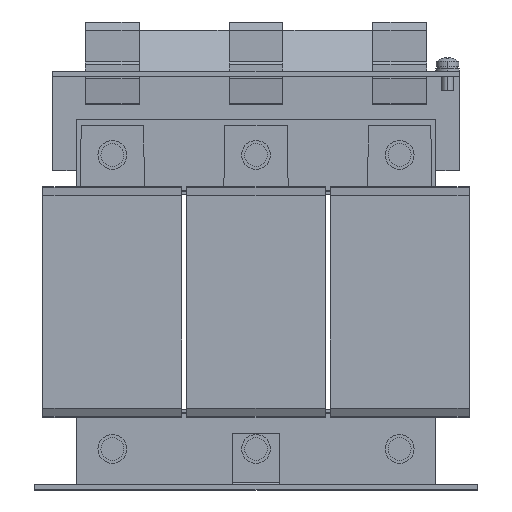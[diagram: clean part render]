
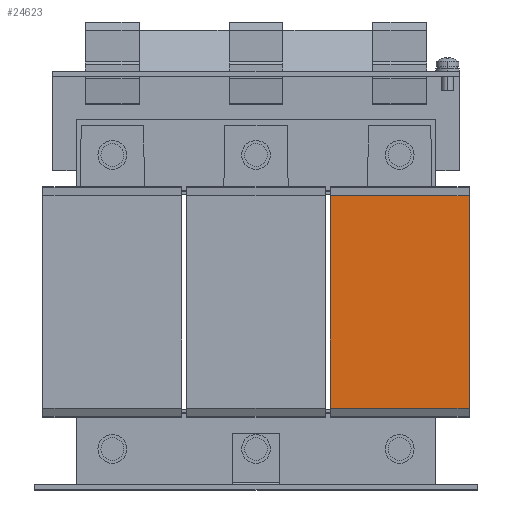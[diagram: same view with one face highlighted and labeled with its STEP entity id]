
A CAD part, top view. The second image highlights one B-rep face of the part: STEP entity #24623.
In plain terms, the highlighted planar face has unit normal (0, 0, 1).
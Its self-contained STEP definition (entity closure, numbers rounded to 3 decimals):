
#420 = VECTOR ( 'NONE', #20662, 1000. ) ;
#1129 = CARTESIAN_POINT ( 'NONE',  ( 31., 78.4, 38.125 ) ) ;
#1873 = LINE ( 'NONE', #14194, #6153 ) ;
#2007 = LINE ( 'NONE', #1129, #22824 ) ;
#2218 = ORIENTED_EDGE ( 'NONE', *, *, #20412, .T. ) ;
#2650 = VERTEX_POINT ( 'NONE', #13435 ) ;
#2872 = DIRECTION ( 'NONE',  ( 1., 0., 0. ) ) ;
#2898 = CARTESIAN_POINT ( 'NONE',  ( 89., 34., 38.125 ) ) ;
#3485 = CARTESIAN_POINT ( 'NONE',  ( 89., 78.4, 38.125 ) ) ;
#3638 = DIRECTION ( 'NONE',  ( -1., 0., 0. ) ) ;
#3760 = CARTESIAN_POINT ( 'NONE',  ( 31., 34., 38.125 ) ) ;
#4141 = ORIENTED_EDGE ( 'NONE', *, *, #4807, .F. ) ;
#4807 = EDGE_CURVE ( 'Defeature ausgef�hrt2_397+Defeature ausgef�hrt2_401+Defeature ausgef�hrt2_400+Defeature ausgef�hrt2_402', #21955, #2650, #2007, .T. ) ;
#5241 = VECTOR ( 'NONE', #18029, 1000. ) ;
#6153 = VECTOR ( 'NONE', #3638, 1000. ) ;
#7592 = ORIENTED_EDGE ( 'NONE', *, *, #9129, .F. ) ;
#8092 = EDGE_CURVE ( 'Defeature ausgef�hrt2_401+Defeature ausgef�hrt2_398+Defeature ausgef�hrt2_400+Defeature ausgef�hrt2_402', #23075, #16459, #18237, .T. ) ;
#8720 = CARTESIAN_POINT ( 'NONE',  ( 89., 34., 38.125 ) ) ;
#9118 = EDGE_LOOP ( 'NONE', ( #4141, #7592, #16585, #2218 ) ) ;
#9129 = EDGE_CURVE ( 'Defeature ausgef�hrt2_400+Defeature ausgef�hrt2_401+Defeature ausgef�hrt2_398+Defeature ausgef�hrt2_397', #23075, #21955, #26758, .T. ) ;
#9869 = CARTESIAN_POINT ( 'NONE',  ( 89., 122.8, 38.125 ) ) ;
#13435 = CARTESIAN_POINT ( 'NONE',  ( 31., 122.8, 38.125 ) ) ;
#14194 = CARTESIAN_POINT ( 'NONE',  ( 89., 122.8, 38.125 ) ) ;
#14465 = FACE_OUTER_BOUND ( 'NONE', #9118, .T. ) ;
#16459 = VERTEX_POINT ( 'NONE', #9869 ) ;
#16585 = ORIENTED_EDGE ( 'NONE', *, *, #8092, .T. ) ;
#18029 = DIRECTION ( 'NONE',  ( -1., 0., 0. ) ) ;
#18237 = LINE ( 'NONE', #3485, #420 ) ;
#20412 = EDGE_CURVE ( 'Defeature ausgef�hrt2_401+Defeature ausgef�hrt2_402+Defeature ausgef�hrt2_398+Defeature ausgef�hrt2_397', #16459, #2650, #1873, .T. ) ;
#20662 = DIRECTION ( 'NONE',  ( 0., 1., 0. ) ) ;
#21164 = PLANE ( 'NONE',  #26703 ) ;
#21813 = CARTESIAN_POINT ( 'NONE',  ( 89., 78.4, 38.125 ) ) ;
#21955 = VERTEX_POINT ( 'NONE', #3760 ) ;
#22824 = VECTOR ( 'NONE', #26536, 1000. ) ;
#23075 = VERTEX_POINT ( 'NONE', #8720 ) ;
#23934 = DIRECTION ( 'NONE',  ( 0., 0., 1. ) ) ;
#24623 = ADVANCED_FACE ( 'Defeature ausgef�hrt2_401', ( #14465 ), #21164, .T. ) ;
#26536 = DIRECTION ( 'NONE',  ( 0., 1., 0. ) ) ;
#26703 = AXIS2_PLACEMENT_3D ( 'NONE', #21813, #23934, #2872 ) ;
#26758 = LINE ( 'NONE', #2898, #5241 ) ;
